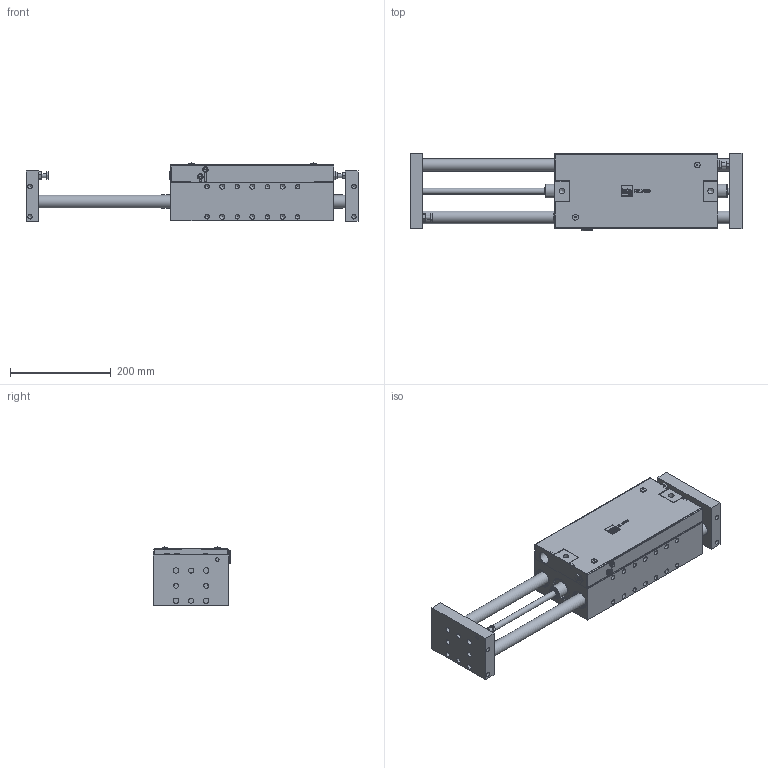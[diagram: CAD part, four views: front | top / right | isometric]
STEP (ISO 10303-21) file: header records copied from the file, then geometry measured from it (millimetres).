
FILE_DESCRIPTION((''),'2;1');
FILE_NAME('MSL5-240.stp','2012-10-01T14:55:09',('hartung_david'),(''),'Autodesk Inventor 2012','Autodesk Inventor 2012','');
FILE_SCHEMA(('AUTOMOTIVE_DESIGN { 1 0 10303 214 1 1 1 1 }'));
Length unit declared in the file: millimetre
Products named in the file (3): MSL5-240; MSL5-240-010; MSL5-240-020
Assembly tree (2 placements, depth 2):
  MSL5-240
    MSL5-240-010
    MSL5-240-020
Bounding box: 660 x 153.5 x 116.5 mm (x, y, z)
Volume: 6206555 mm3; surface area: 597663.3 mm2
Topology: 2 solids, 34 shells, 1313 faces, 3358 edges, 2228 vertices
Faces by surface type: plane 628, cylinder 301, bspline 236, cone 143, torus 5
Full cylindrical faces by diameter (mm): 2.5 x12, 3.7 x2, 4 x2, 4.917 x2, 6.5 x2, 6.917 x4, 7 x2, 8 x2, 8.376 x24, 8.5 x26, 8.8 x2, 8.917 x36, 9.5 x2, 10 x26, 11 x10, 11.4 x2, 11.445 x2, 11.5 x2, 12 x8, 13.6 x2, 14 x3, 15 x4, 17.4 x4, 18 x4, 19 x5, 20 x2, 23.376 x2, 25 x8, 27 x2, 37 x8
Entity records: 39489 total; most frequent: CARTESIAN_POINT 9982, ORIENTED_EDGE 5584, DIRECTION 5119, EDGE_CURVE 2792, VERTEX_POINT 2000, EDGE_LOOP 1894, AXIS2_PLACEMENT_3D 1795, VECTOR 1529
